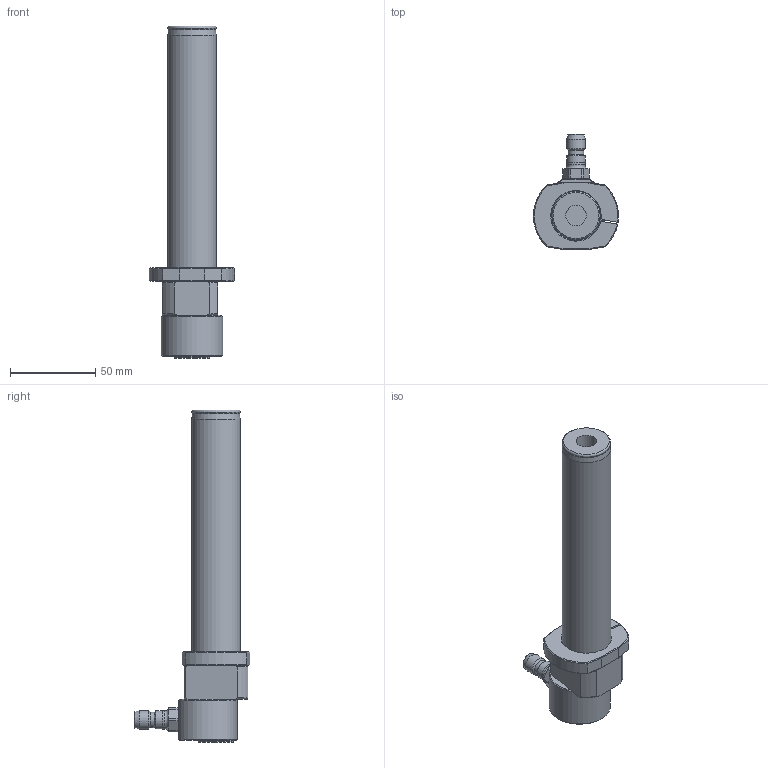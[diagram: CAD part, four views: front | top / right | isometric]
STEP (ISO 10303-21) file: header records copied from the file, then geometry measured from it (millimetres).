
FILE_DESCRIPTION(/* description */ (''),/* implementation_level */ '2;1');
FILE_NAME(/* name */ '12028307_lehrer.stp',/* time_stamp */ '2018-09-12T11:36:59+02:00',/* author */ (''),/* organization */ (''),/* preprocessor_version */ 'ST-DEVELOPER v15',/* originating_system */ 'SIEMENS PLM Software NX 9.0',/* authorisation */ '');
FILE_SCHEMA (('AUTOMOTIVE_DESIGN { 1 0 10303 214 3 1 1 1 }'));
Length unit declared in the file: millimetre
Products named in the file (1): 10011064453_00
Bounding box: 50 x 67.85 x 195 mm (x, y, z)
Volume: 147430.7 mm3; surface area: 27665.7 mm2
Topology: 2 solids, 2 shells, 95 faces, 229 edges, 145 vertices
Faces by surface type: plane 45, cone 24, cylinder 22, torus 4
Full cylindrical faces by diameter (mm): 9 x1, 10.7 x1, 11 x2, 12 x1, 12.4 x1, 21 x1, 28.5 x1
Entity records: 3016 total; most frequent: CARTESIAN_POINT 944, DIRECTION 417, ORIENTED_EDGE 396, EDGE_CURVE 198, AXIS2_PLACEMENT_3D 167, VERTEX_POINT 133, EDGE_LOOP 121, ADVANCED_FACE 95
